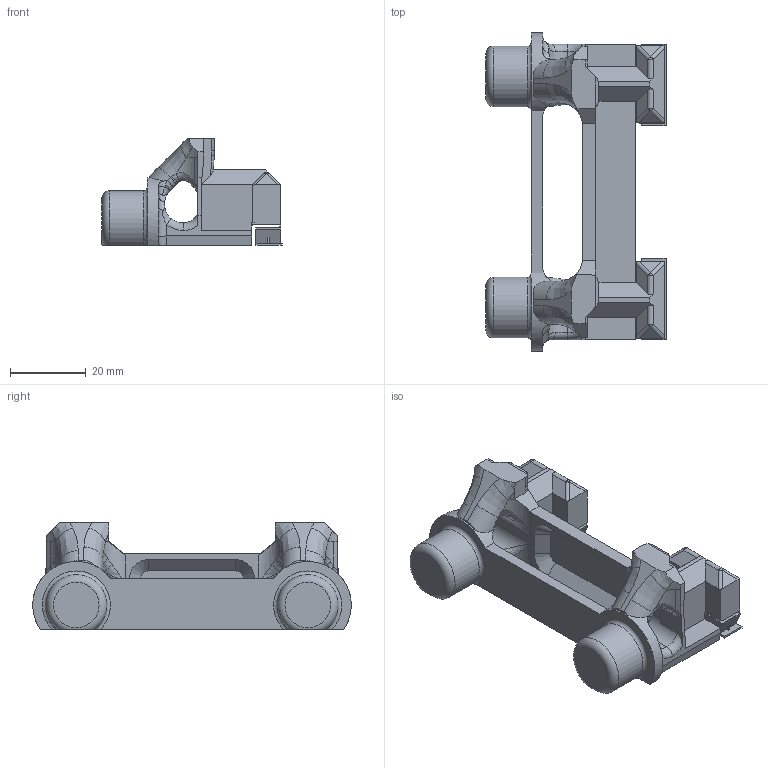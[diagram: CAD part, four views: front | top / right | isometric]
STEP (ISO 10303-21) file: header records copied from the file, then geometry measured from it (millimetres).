
FILE_DESCRIPTION(/* description */ (''),/* implementation_level */ '2;1');
FILE_NAME(/* name */ 'Caddy-B_F3-01_073 (ear-cab-A).step',/* time_stamp */ '2022-06-05T15:33:43-04:00',/* author */ (''),/* organization */ (''),/* preprocessor_version */ 'ST-DEVELOPER v19',/* originating_system */ 'Autodesk Translation Framework v11.7.0.108',/* authorisation */ '');
FILE_SCHEMA (('AUTOMOTIVE_DESIGN { 1 0 10303 214 3 1 1 }'));
Length unit declared in the file: millimetre
Products named in the file (1): (Unsaved)
Bounding box: 47.5 x 84 x 28.2 mm (x, y, z)
Volume: 28528.3 mm3; surface area: 14696.8 mm2
Topology: 1 solids, 1 shells, 377 faces, 1054 edges, 678 vertices
Faces by surface type: plane 239, cylinder 60, bspline 54, torus 12, cone 8, sphere 4
Entity records: 13824 total; most frequent: CARTESIAN_POINT 4459, ORIENTED_EDGE 2092, DIRECTION 1724, EDGE_CURVE 1046, LINE 692, VECTOR 692, VERTEX_POINT 678, AXIS2_PLACEMENT_3D 516
